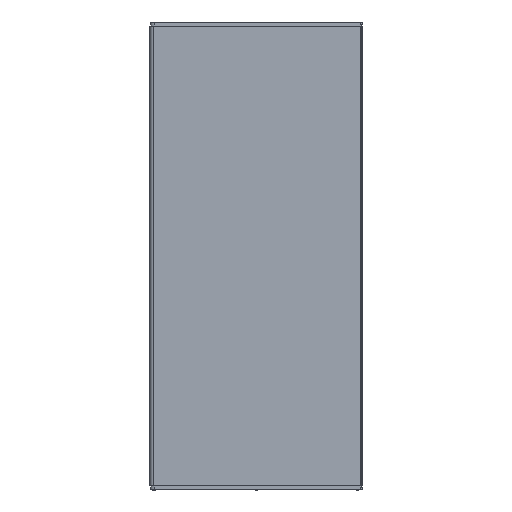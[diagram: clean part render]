
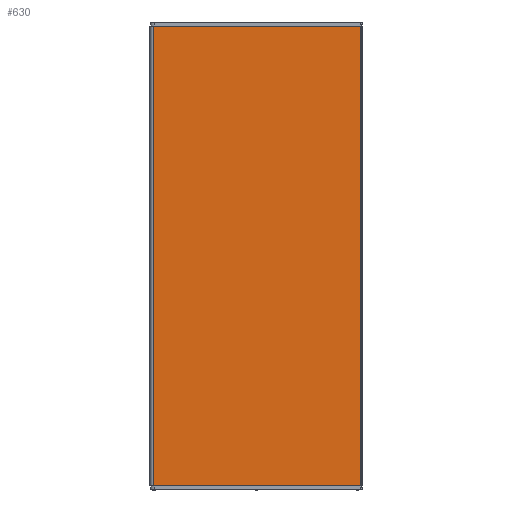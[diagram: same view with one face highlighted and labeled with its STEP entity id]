
A CAD part, front view. The second image highlights one B-rep face of the part: STEP entity #630.
In plain terms, the highlighted face is planar.
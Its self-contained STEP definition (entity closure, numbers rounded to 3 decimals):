
#630 = ADVANCED_FACE( '', ( #1477 ), #1478, .F. );
#1477 = FACE_OUTER_BOUND( '', #2802, .T. );
#1478 = PLANE( '', #2803 );
#2802 = EDGE_LOOP( '', ( #5807, #5808, #5809, #5810 ) );
#2803 = AXIS2_PLACEMENT_3D( '', #5811, #5812, #5813 );
#5807 = ORIENTED_EDGE( '', *, *, #8371, .T. );
#5808 = ORIENTED_EDGE( '', *, *, #8370, .F. );
#5809 = ORIENTED_EDGE( '', *, *, #8372, .F. );
#5810 = ORIENTED_EDGE( '', *, *, #8266, .T. );
#5811 = CARTESIAN_POINT( '', ( 298.2, 40., 650. ) );
#5812 = DIRECTION( '', ( 0., -1., 0. ) );
#5813 = DIRECTION( '', ( 0., 0., -1. ) );
#8266 = EDGE_CURVE( '', #10115, #10112, #10116, .T. );
#8370 = EDGE_CURVE( '', #10287, #10285, #10289, .T. );
#8371 = EDGE_CURVE( '', #10112, #10285, #10290, .T. );
#8372 = EDGE_CURVE( '', #10115, #10287, #10291, .T. );
#10112 = VERTEX_POINT( '', #13104 );
#10115 = VERTEX_POINT( '', #13107 );
#10116 = LINE( '', #13108, #13109 );
#10285 = VERTEX_POINT( '', #13346 );
#10287 = VERTEX_POINT( '', #13348 );
#10289 = LINE( '', #13350, #13351 );
#10290 = LINE( '', #13352, #13353 );
#10291 = LINE( '', #13354, #13355 );
#13104 = CARTESIAN_POINT( '', ( 298.2, 40., 0. ) );
#13107 = CARTESIAN_POINT( '', ( 298.2, 40., 650. ) );
#13108 = CARTESIAN_POINT( '', ( 298.2, 40., 650. ) );
#13109 = VECTOR( '', #16003, 1000. );
#13346 = CARTESIAN_POINT( '', ( 5., 40., 0. ) );
#13348 = CARTESIAN_POINT( '', ( 5., 40., 650. ) );
#13350 = CARTESIAN_POINT( '', ( 5., 40., 650. ) );
#13351 = VECTOR( '', #16177, 1000. );
#13352 = CARTESIAN_POINT( '', ( 298.2, 40., 0. ) );
#13353 = VECTOR( '', #16178, 1000. );
#13354 = CARTESIAN_POINT( '', ( 298.2, 40., 650. ) );
#13355 = VECTOR( '', #16179, 1000. );
#16003 = DIRECTION( '', ( 0., 0., -1. ) );
#16177 = DIRECTION( '', ( 0., 0., -1. ) );
#16178 = DIRECTION( '', ( -1., 0., 0. ) );
#16179 = DIRECTION( '', ( -1., 0., 0. ) );
